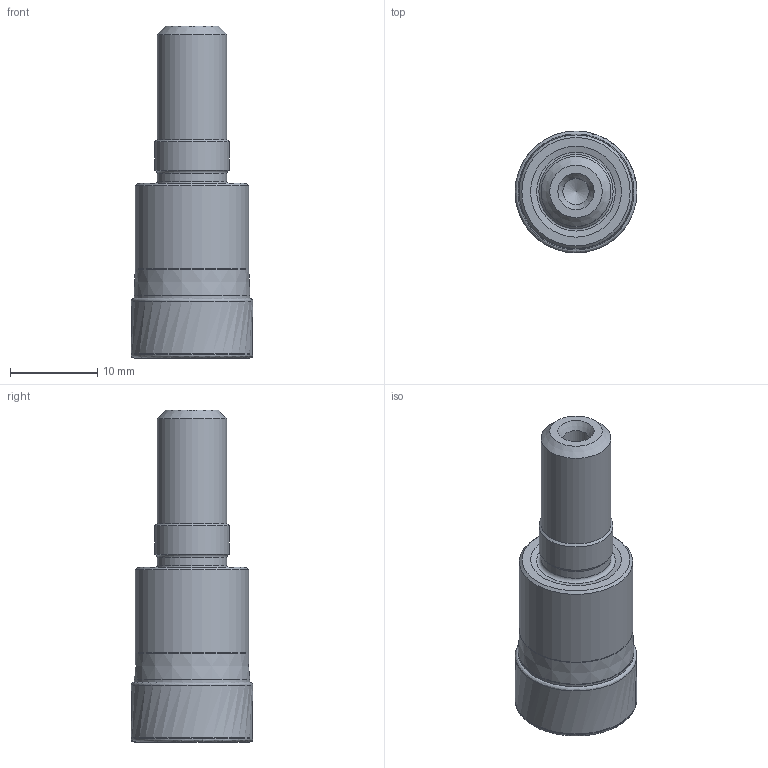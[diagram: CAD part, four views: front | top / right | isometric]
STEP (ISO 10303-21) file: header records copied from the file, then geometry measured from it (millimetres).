
FILE_DESCRIPTION(/* description */ (''),/* implementation_level */ '2;1');
FILE_NAME(/* name */ '14A3R020M08_SAD07D_C_3D.stp',/* time_stamp */ '2015-05-13T08:51:04+02:00',/* author */ (''),/* organization */ (''),/* preprocessor_version */ 'ST-DEVELOPER v11',/* originating_system */ 'SIEMENS PLM Software NX 7.5',/* authorisation */ '');
FILE_SCHEMA (('AUTOMOTIVE_DESIGN { 1 0 10303 214 1 1 1 1 }'));
Length unit declared in the file: millimetre
Products named in the file (1): czsuC48C9shc
Bounding box: 13.96 x 13.96 x 38 mm (x, y, z)
Volume: 3346.7 mm3; surface area: 2379.5 mm2
Topology: 1 solids, 2 shells, 57 faces, 143 edges, 90 vertices
Faces by surface type: revolution 24, cone 12, torus 10, cylinder 6, plane 4, bspline 1
Full cylindrical faces by diameter (mm): 3 x1, 8 x2, 8.5 x1, 13 x1, 13.253 x1
Entity records: 1291 total; most frequent: CARTESIAN_POINT 273, DIRECTION 216, FACE_BOUND 112, EDGE_LOOP 112, ORIENTED_EDGE 112, AXIS2_PLACEMENT_3D 92, ADVANCED_FACE 57, VERTEX_POINT 57
